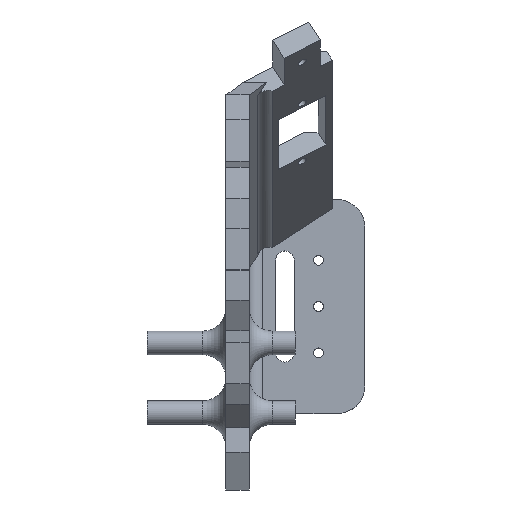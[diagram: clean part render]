
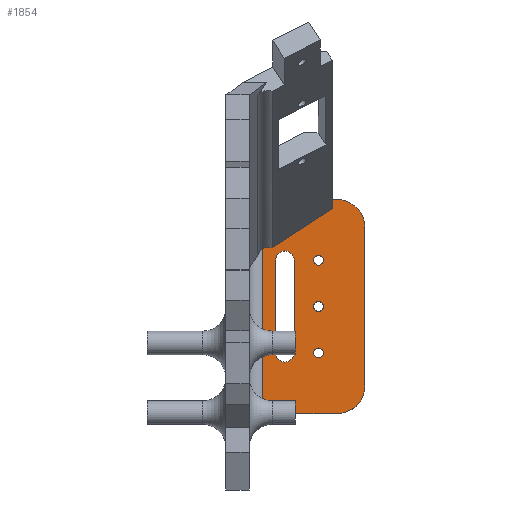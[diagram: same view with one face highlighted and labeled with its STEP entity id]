
A CAD part, top view. The second image highlights one B-rep face of the part: STEP entity #1854.
In plain terms, the highlighted planar face has unit normal (0, 0, 1).
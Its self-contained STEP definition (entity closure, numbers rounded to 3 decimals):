
#26=FACE_BOUND('',#272,.T.);
#27=FACE_BOUND('',#273,.T.);
#28=FACE_BOUND('',#274,.T.);
#29=FACE_BOUND('',#275,.T.);
#70=CIRCLE('',#1965,2.);
#72=CIRCLE('',#1969,2.);
#73=CIRCLE('',#1971,6.);
#75=CIRCLE('',#1975,6.);
#76=CIRCLE('',#1976,1.05);
#77=CIRCLE('',#1977,1.05);
#78=CIRCLE('',#1978,1.05);
#172=FACE_OUTER_BOUND('',#271,.T.);
#271=EDGE_LOOP('',(#1269,#1270,#1271,#1272,#1273,#1274,#1275,#1276,#1277,
#1278,#1279,#1280));
#272=EDGE_LOOP('',(#1281,#1282,#1283,#1284));
#273=EDGE_LOOP('',(#1285));
#274=EDGE_LOOP('',(#1286));
#275=EDGE_LOOP('',(#1287));
#409=LINE('',#2687,#605);
#413=LINE('',#2699,#609);
#417=LINE('',#2715,#613);
#420=LINE('',#2721,#616);
#421=LINE('',#2723,#617);
#422=LINE('',#2725,#618);
#423=LINE('',#2727,#619);
#424=LINE('',#2729,#620);
#425=LINE('',#2731,#621);
#426=LINE('',#2733,#622);
#427=LINE('',#2735,#623);
#428=LINE('',#2737,#624);
#605=VECTOR('',#2142,10.);
#609=VECTOR('',#2154,10.);
#613=VECTOR('',#2172,10.);
#616=VECTOR('',#2177,10.);
#617=VECTOR('',#2178,10.);
#618=VECTOR('',#2179,10.);
#619=VECTOR('',#2180,10.);
#620=VECTOR('',#2181,10.);
#621=VECTOR('',#2182,10.);
#622=VECTOR('',#2183,10.);
#623=VECTOR('',#2184,10.);
#624=VECTOR('',#2185,10.);
#801=VERTEX_POINT('',#2684);
#802=VERTEX_POINT('',#2686);
#804=VERTEX_POINT('',#2692);
#806=VERTEX_POINT('',#2698);
#807=VERTEX_POINT('',#2705);
#808=VERTEX_POINT('',#2706);
#811=VERTEX_POINT('',#2714);
#813=VERTEX_POINT('',#2720);
#814=VERTEX_POINT('',#2722);
#815=VERTEX_POINT('',#2724);
#816=VERTEX_POINT('',#2726);
#817=VERTEX_POINT('',#2728);
#818=VERTEX_POINT('',#2730);
#819=VERTEX_POINT('',#2732);
#820=VERTEX_POINT('',#2734);
#821=VERTEX_POINT('',#2736);
#822=VERTEX_POINT('',#2739);
#823=VERTEX_POINT('',#2741);
#824=VERTEX_POINT('',#2743);
#979=EDGE_CURVE('',#802,#801,#409,.T.);
#982=EDGE_CURVE('',#804,#802,#70,.T.);
#985=EDGE_CURVE('',#806,#804,#413,.T.);
#988=EDGE_CURVE('',#801,#806,#72,.T.);
#989=EDGE_CURVE('',#807,#808,#73,.T.);
#993=EDGE_CURVE('',#808,#811,#417,.T.);
#996=EDGE_CURVE('',#813,#807,#420,.T.);
#997=EDGE_CURVE('',#814,#813,#421,.T.);
#998=EDGE_CURVE('',#815,#814,#422,.T.);
#999=EDGE_CURVE('',#816,#815,#423,.T.);
#1000=EDGE_CURVE('',#817,#816,#424,.T.);
#1001=EDGE_CURVE('',#818,#817,#425,.T.);
#1002=EDGE_CURVE('',#819,#818,#426,.T.);
#1003=EDGE_CURVE('',#820,#819,#427,.T.);
#1004=EDGE_CURVE('',#820,#821,#428,.T.);
#1005=EDGE_CURVE('',#811,#821,#75,.T.);
#1006=EDGE_CURVE('',#822,#822,#76,.T.);
#1007=EDGE_CURVE('',#823,#823,#77,.T.);
#1008=EDGE_CURVE('',#824,#824,#78,.T.);
#1269=ORIENTED_EDGE('',*,*,#989,.F.);
#1270=ORIENTED_EDGE('',*,*,#996,.F.);
#1271=ORIENTED_EDGE('',*,*,#997,.F.);
#1272=ORIENTED_EDGE('',*,*,#998,.F.);
#1273=ORIENTED_EDGE('',*,*,#999,.F.);
#1274=ORIENTED_EDGE('',*,*,#1000,.F.);
#1275=ORIENTED_EDGE('',*,*,#1001,.F.);
#1276=ORIENTED_EDGE('',*,*,#1002,.F.);
#1277=ORIENTED_EDGE('',*,*,#1003,.F.);
#1278=ORIENTED_EDGE('',*,*,#1004,.T.);
#1279=ORIENTED_EDGE('',*,*,#1005,.F.);
#1280=ORIENTED_EDGE('',*,*,#993,.F.);
#1281=ORIENTED_EDGE('',*,*,#985,.T.);
#1282=ORIENTED_EDGE('',*,*,#982,.T.);
#1283=ORIENTED_EDGE('',*,*,#979,.T.);
#1284=ORIENTED_EDGE('',*,*,#988,.T.);
#1285=ORIENTED_EDGE('',*,*,#1006,.T.);
#1286=ORIENTED_EDGE('',*,*,#1007,.T.);
#1287=ORIENTED_EDGE('',*,*,#1008,.T.);
#1784=PLANE('',#1974);
#1854=ADVANCED_FACE('',(#172,#26,#27,#28,#29),#1784,.T.);
#1965=AXIS2_PLACEMENT_3D('',#2693,#2148,#2149);
#1969=AXIS2_PLACEMENT_3D('',#2703,#2160,#2161);
#1971=AXIS2_PLACEMENT_3D('',#2707,#2164,#2165);
#1974=AXIS2_PLACEMENT_3D('',#2719,#2175,#2176);
#1975=AXIS2_PLACEMENT_3D('',#2738,#2186,#2187);
#1976=AXIS2_PLACEMENT_3D('',#2740,#2188,#2189);
#1977=AXIS2_PLACEMENT_3D('',#2742,#2190,#2191);
#1978=AXIS2_PLACEMENT_3D('',#2744,#2192,#2193);
#2142=DIRECTION('',(0.,-1.,0.));
#2148=DIRECTION('center_axis',(0.,0.,-1.));
#2149=DIRECTION('ref_axis',(1.,0.,0.));
#2154=DIRECTION('',(0.,1.,0.));
#2160=DIRECTION('center_axis',(0.,0.,-1.));
#2161=DIRECTION('ref_axis',(-1.,0.,0.));
#2164=DIRECTION('center_axis',(0.,0.,-1.));
#2165=DIRECTION('ref_axis',(0.707,0.707,0.));
#2172=DIRECTION('',(0.,-1.,0.));
#2175=DIRECTION('center_axis',(0.,0.,1.));
#2176=DIRECTION('ref_axis',(0.,-1.,0.));
#2177=DIRECTION('',(1.,0.,0.));
#2178=DIRECTION('',(0.,1.,0.));
#2179=DIRECTION('',(-0.456,-0.89,0.));
#2180=DIRECTION('',(-0.839,-0.545,0.));
#2181=DIRECTION('',(-1.,0.,0.));
#2182=DIRECTION('',(0.839,0.545,0.));
#2183=DIRECTION('',(0.456,0.89,0.));
#2184=DIRECTION('',(0.,1.,0.));
#2185=DIRECTION('',(1.,0.,0.));
#2186=DIRECTION('center_axis',(0.,0.,-1.));
#2187=DIRECTION('ref_axis',(0.707,-0.707,0.));
#2188=DIRECTION('center_axis',(0.,0.,-1.));
#2189=DIRECTION('ref_axis',(-1.,0.,0.));
#2190=DIRECTION('center_axis',(0.,0.,-1.));
#2191=DIRECTION('ref_axis',(-1.,0.,0.));
#2192=DIRECTION('center_axis',(0.,0.,-1.));
#2193=DIRECTION('ref_axis',(-1.,0.,0.));
#2684=CARTESIAN_POINT('',(14.747,-13.125,-70.218));
#2686=CARTESIAN_POINT('',(14.747,6.875,-70.218));
#2687=CARTESIAN_POINT('',(14.747,13.437,-70.218));
#2692=CARTESIAN_POINT('',(10.747,6.875,-70.218));
#2693=CARTESIAN_POINT('Origin',(12.747,6.875,-70.218));
#2698=CARTESIAN_POINT('',(10.747,-13.125,-70.218));
#2699=CARTESIAN_POINT('',(10.747,3.437,-70.218));
#2703=CARTESIAN_POINT('Origin',(12.747,-13.125,-70.218));
#2705=CARTESIAN_POINT('',(24.,20.,-70.218));
#2706=CARTESIAN_POINT('',(30.,14.,-70.218));
#2707=CARTESIAN_POINT('Origin',(24.,14.,-70.218));
#2714=CARTESIAN_POINT('',(30.,-20.25,-70.218));
#2715=CARTESIAN_POINT('',(30.,-26.25,-70.218));
#2719=CARTESIAN_POINT('Origin',(5.,20.,-70.218));
#2720=CARTESIAN_POINT('',(0.,20.,-70.218));
#2721=CARTESIAN_POINT('',(5.,20.,-70.218));
#2722=CARTESIAN_POINT('',(0.,4.218,-70.218));
#2723=CARTESIAN_POINT('',(0.,-26.25,-70.218));
#2724=CARTESIAN_POINT('',(3.75,11.528,-70.218));
#2725=CARTESIAN_POINT('',(6.187,16.278,-70.218));
#2726=CARTESIAN_POINT('',(16.74,19.969,-70.218));
#2727=CARTESIAN_POINT('',(7.37,13.881,-70.218));
#2728=CARTESIAN_POINT('',(21.74,19.969,-70.218));
#2729=CARTESIAN_POINT('',(9.62,19.969,-70.218));
#2730=CARTESIAN_POINT('',(8.75,11.528,-70.218));
#2731=CARTESIAN_POINT('',(18.659,17.967,-70.218));
#2732=CARTESIAN_POINT('',(8.,10.066,-70.218));
#2733=CARTESIAN_POINT('',(18.424,30.386,-70.218));
#2734=CARTESIAN_POINT('',(8.,-26.25,-70.218));
#2735=CARTESIAN_POINT('',(8.,9.881,-70.218));
#2736=CARTESIAN_POINT('',(24.,-26.25,-70.218));
#2737=CARTESIAN_POINT('',(5.,-26.25,-70.218));
#2738=CARTESIAN_POINT('Origin',(24.,-20.25,-70.218));
#2739=CARTESIAN_POINT('',(21.05,6.875,-70.218));
#2740=CARTESIAN_POINT('Origin',(20.,6.875,-70.218));
#2741=CARTESIAN_POINT('',(21.05,-3.125,-70.218));
#2742=CARTESIAN_POINT('Origin',(20.,-3.125,-70.218));
#2743=CARTESIAN_POINT('',(21.05,-13.125,-70.218));
#2744=CARTESIAN_POINT('Origin',(20.,-13.125,-70.218));
